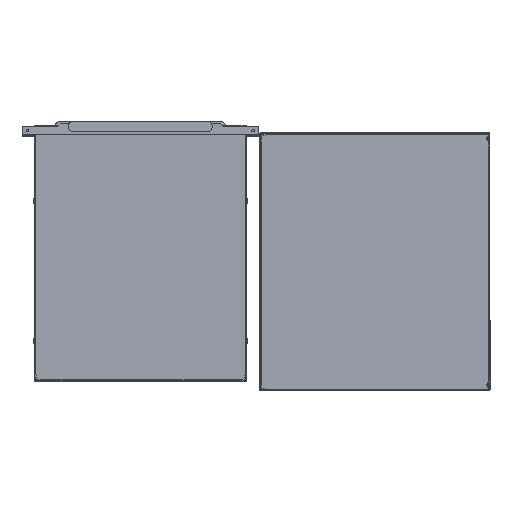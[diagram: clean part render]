
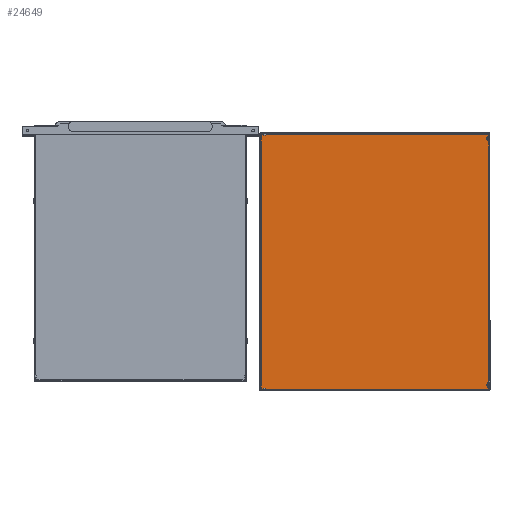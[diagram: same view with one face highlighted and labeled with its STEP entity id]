
A CAD part, top view. The second image highlights one B-rep face of the part: STEP entity #24649.
In plain terms, the highlighted planar face has unit normal (0, 0, 1).
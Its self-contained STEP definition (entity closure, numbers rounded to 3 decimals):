
#1789=FACE_OUTER_BOUND('',#3297,.T.);
#3297=EDGE_LOOP('',(#21188,#21189,#21190,#21191,#21192,#21193,#21194,#21195,
#21196,#21197,#21198,#21199));
#5753=LINE('',#41057,#8507);
#5757=LINE('',#41066,#8511);
#5761=LINE('',#41075,#8515);
#5765=LINE('',#41084,#8519);
#5797=LINE('',#41199,#8551);
#5798=LINE('',#41202,#8552);
#5799=LINE('',#41203,#8553);
#5800=LINE('',#41204,#8554);
#5801=LINE('',#41206,#8555);
#5802=LINE('',#41208,#8556);
#5803=LINE('',#41209,#8557);
#5804=LINE('',#41210,#8558);
#8507=VECTOR('',#32291,10.);
#8511=VECTOR('',#32297,10.);
#8515=VECTOR('',#32303,10.);
#8519=VECTOR('',#32309,10.);
#8551=VECTOR('',#32449,10.);
#8552=VECTOR('',#32452,10.);
#8553=VECTOR('',#32453,10.);
#8554=VECTOR('',#32454,10.);
#8555=VECTOR('',#32455,10.);
#8556=VECTOR('',#32456,10.);
#8557=VECTOR('',#32457,10.);
#8558=VECTOR('',#32458,10.);
#11581=VERTEX_POINT('',#41054);
#11582=VERTEX_POINT('',#41056);
#11585=VERTEX_POINT('',#41063);
#11586=VERTEX_POINT('',#41065);
#11589=VERTEX_POINT('',#41072);
#11590=VERTEX_POINT('',#41074);
#11593=VERTEX_POINT('',#41081);
#11594=VERTEX_POINT('',#41083);
#11623=VERTEX_POINT('',#41194);
#11624=VERTEX_POINT('',#41201);
#11625=VERTEX_POINT('',#41205);
#11626=VERTEX_POINT('',#41207);
#14821=EDGE_CURVE('',#11582,#11581,#5753,.T.);
#14825=EDGE_CURVE('',#11586,#11585,#5757,.T.);
#14829=EDGE_CURVE('',#11590,#11589,#5761,.T.);
#14833=EDGE_CURVE('',#11594,#11593,#5765,.T.);
#14896=EDGE_CURVE('',#11623,#11581,#5797,.T.);
#14897=EDGE_CURVE('',#11623,#11624,#5798,.T.);
#14898=EDGE_CURVE('',#11594,#11624,#5799,.T.);
#14899=EDGE_CURVE('',#11593,#11586,#5800,.T.);
#14900=EDGE_CURVE('',#11625,#11585,#5801,.T.);
#14901=EDGE_CURVE('',#11625,#11626,#5802,.T.);
#14902=EDGE_CURVE('',#11590,#11626,#5803,.T.);
#14903=EDGE_CURVE('',#11589,#11582,#5804,.T.);
#21188=ORIENTED_EDGE('',*,*,#14896,.F.);
#21189=ORIENTED_EDGE('',*,*,#14897,.T.);
#21190=ORIENTED_EDGE('',*,*,#14898,.F.);
#21191=ORIENTED_EDGE('',*,*,#14833,.T.);
#21192=ORIENTED_EDGE('',*,*,#14899,.T.);
#21193=ORIENTED_EDGE('',*,*,#14825,.T.);
#21194=ORIENTED_EDGE('',*,*,#14900,.F.);
#21195=ORIENTED_EDGE('',*,*,#14901,.T.);
#21196=ORIENTED_EDGE('',*,*,#14902,.F.);
#21197=ORIENTED_EDGE('',*,*,#14829,.T.);
#21198=ORIENTED_EDGE('',*,*,#14903,.T.);
#21199=ORIENTED_EDGE('',*,*,#14821,.T.);
#23339=PLANE('',#26596);
#24649=ADVANCED_FACE('',(#1789),#23339,.T.);
#26596=AXIS2_PLACEMENT_3D('',#41200,#32450,#32451);
#32291=DIRECTION('',(0.,1.,0.));
#32297=DIRECTION('',(0.,-1.,0.));
#32303=DIRECTION('',(0.,1.,0.));
#32309=DIRECTION('',(0.,-1.,0.));
#32449=DIRECTION('',(0.,-1.,0.));
#32450=DIRECTION('center_axis',(0.,0.,
1.));
#32451=DIRECTION('ref_axis',(0.,-1.,0.));
#32452=DIRECTION('',(-1.,0.,0.));
#32453=DIRECTION('',(0.,1.,0.));
#32454=DIRECTION('',(0.,-1.,0.));
#32455=DIRECTION('',(0.,1.,0.));
#32456=DIRECTION('',(1.,0.,0.));
#32457=DIRECTION('',(0.,-1.,0.));
#32458=DIRECTION('',(0.,1.,0.));
#41054=CARTESIAN_POINT('',(-98.1,452.6,341.45));
#41056=CARTESIAN_POINT('',(-98.1,450.1,341.45));
#41057=CARTESIAN_POINT('',(-98.1,450.1,341.45));
#41063=CARTESIAN_POINT('',(-513.1,16.8,341.45));
#41065=CARTESIAN_POINT('',(-513.1,19.3,341.45));
#41066=CARTESIAN_POINT('',(-513.1,19.3,341.45));
#41072=CARTESIAN_POINT('',(-98.1,28.6,341.45));
#41074=CARTESIAN_POINT('',(-98.1,26.1,341.45));
#41075=CARTESIAN_POINT('',(-98.1,26.1,341.45));
#41081=CARTESIAN_POINT('',(-513.1,459.4,341.45));
#41083=CARTESIAN_POINT('',(-513.1,461.9,341.45));
#41084=CARTESIAN_POINT('',(-513.1,461.9,341.45));
#41194=CARTESIAN_POINT('',(-98.1,472.1,341.45));
#41199=CARTESIAN_POINT('',(-98.1,292.737,341.45));
#41200=CARTESIAN_POINT('Origin',(-305.6,121.725,341.45));
#41201=CARTESIAN_POINT('',(-513.1,472.1,341.45));
#41202=CARTESIAN_POINT('',(-201.85,472.1,341.45));
#41203=CARTESIAN_POINT('',(-513.1,295.062,341.45));
#41204=CARTESIAN_POINT('',(-513.1,64.162,341.45));
#41205=CARTESIAN_POINT('',(-513.1,6.6,341.45));
#41206=CARTESIAN_POINT('',(-513.1,66.013,341.45));
#41207=CARTESIAN_POINT('',(-98.1,6.6,341.45));
#41208=CARTESIAN_POINT('',(-201.85,6.6,341.45));
#41209=CARTESIAN_POINT('',(-98.1,68.338,341.45));
#41210=CARTESIAN_POINT('',(-98.1,180.538,341.45));
